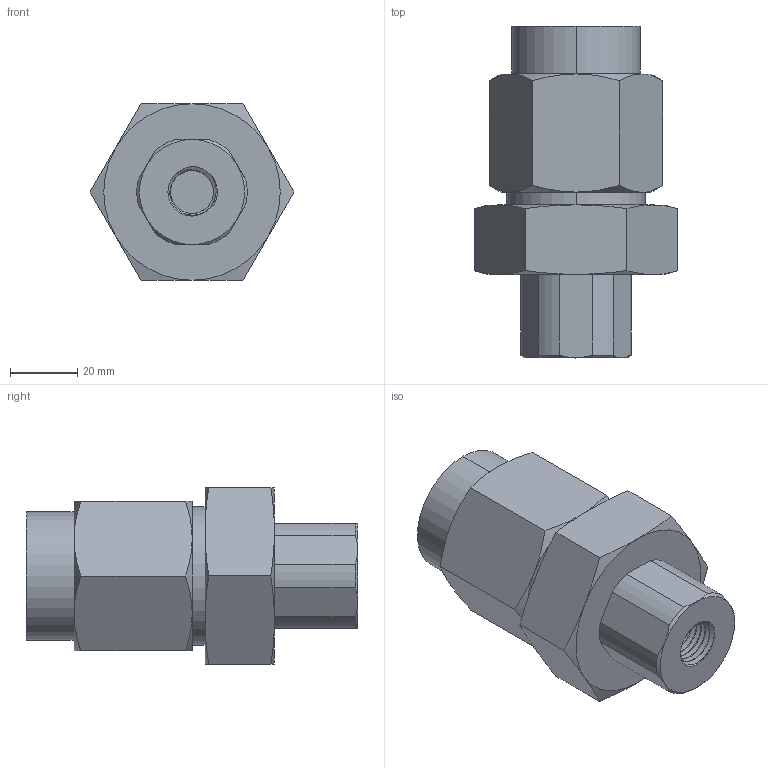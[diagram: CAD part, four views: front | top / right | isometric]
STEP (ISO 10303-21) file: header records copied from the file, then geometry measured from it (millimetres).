
FILE_DESCRIPTION (( 'STEP AP214' ), '1' );
FILE_NAME ('36-3.STEP', '2018-01-30T19:24:37', ( '' ), ( '' ), 'SwSTEP 2.0', 'SolidWorks 2018', '' );
FILE_SCHEMA (( 'AUTOMOTIVE_DESIGN' ));
Length unit declared in the file: inch
Products named in the file (1): 36-3
Bounding box: 60.42 x 98.42 x 52.32 mm (x, y, z)
Volume: 142756.4 mm3; surface area: 22049.9 mm2
Topology: 1 solids, 1 shells, 108 faces, 276 edges, 176 vertices
Faces by surface type: cylinder 45, cone 29, plane 28, bspline 6
Entity records: 8244 total; most frequent: CARTESIAN_POINT 5601, ORIENTED_EDGE 552, DIRECTION 394, EDGE_CURVE 276, VERTEX_POINT 176, AXIS2_PLACEMENT_3D 158, EDGE_LOOP 114, ADVANCED_FACE 108
